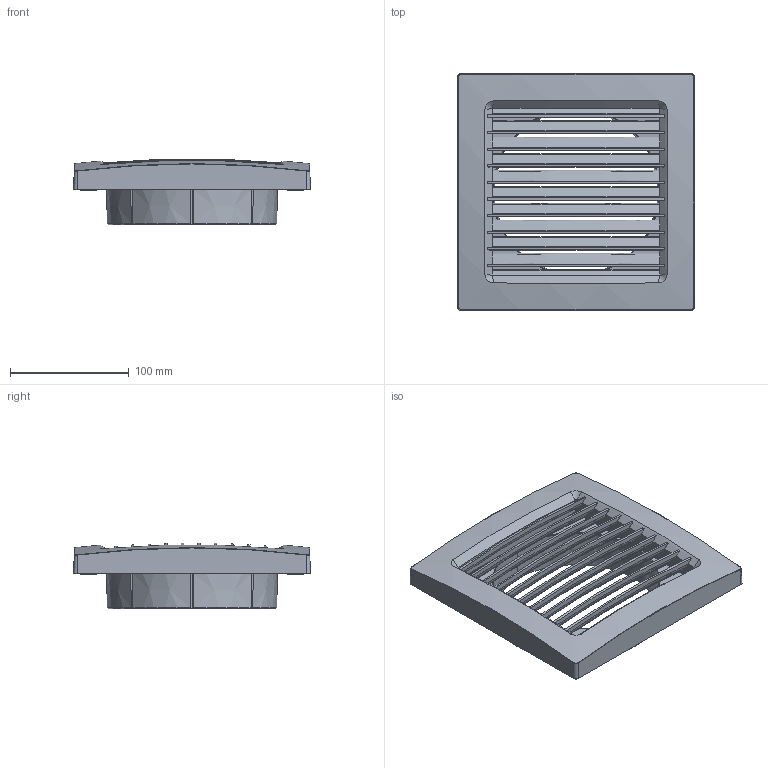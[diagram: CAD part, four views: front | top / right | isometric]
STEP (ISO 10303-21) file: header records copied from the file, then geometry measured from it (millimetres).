
FILE_DESCRIPTION(('Creo Elements/Direct Modeling STEP Export'),'2;1');
FILE_NAME('0059.0997_SG-150-1 Aussengittter-Dummy.stp','2021-06-22T11:31:11',(''),(''),'PTC Creo Elements/Direct Modeling STEP processor for AP214 (Solid Model)','PTC Creo Elements/Direct Modeling 19.0C 15-Aug-2015 (C) Parametric Technology GmbH','');
FILE_SCHEMA(('AUTOMOTIVE_DESIGN { 1 0 10303 214 1 1 1 1 }'));
Length unit declared in the file: millimetre
Products named in the file (1): 0059.2090.0000_Aussengitter-SG150-1
Bounding box: 199.8 x 199.8 x 55.46 mm (x, y, z)
Volume: 504446.6 mm3; surface area: 163845.8 mm2
Topology: 1 solids, 1 shells, 281 faces, 844 edges, 556 vertices
Faces by surface type: cone 94, plane 60, torus 44, cylinder 38, revolution 22, sphere 11, bspline 8, extrusion 4
Entity records: 18603 total; most frequent: CARTESIAN_POINT 11373, ORIENTED_EDGE 1688, DIRECTION 1140, EDGE_CURVE 844, VERTEX_POINT 556, AXIS2_PLACEMENT_3D 491, B_SPLINE_CURVE_WITH_KNOTS 430, SURFACE_CURVE 384
